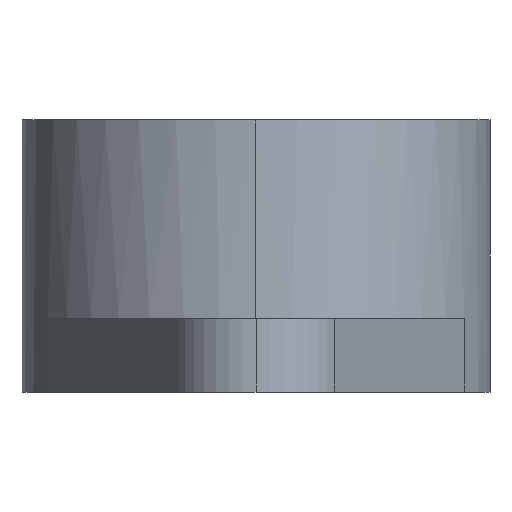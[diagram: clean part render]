
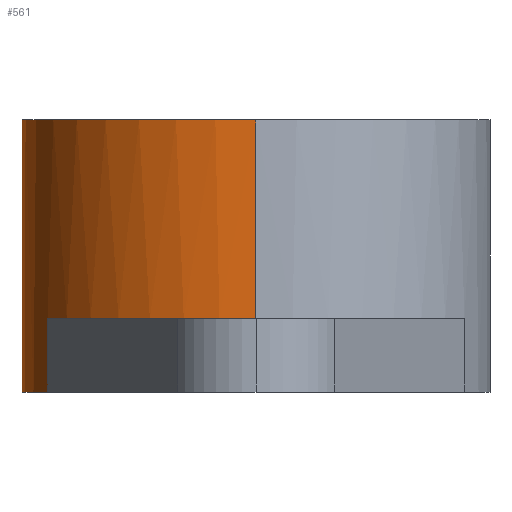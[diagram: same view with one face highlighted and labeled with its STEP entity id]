
A CAD part, left-side view. The second image highlights one B-rep face of the part: STEP entity #561.
In plain terms, the highlighted cylindrical face has radius 8 mm (diameter 16 mm), a partial arc.
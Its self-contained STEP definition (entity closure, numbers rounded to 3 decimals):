
#6 = AXIS2_PLACEMENT_3D ( 'NONE', #337, #335, #128 ) ;
#8 = LINE ( 'NONE', #182, #450 ) ;
#13 = CARTESIAN_POINT ( 'NONE',  ( 8., 0., 2.5 ) ) ;
#17 = CYLINDRICAL_SURFACE ( 'NONE', #6, 8. ) ;
#24 = CARTESIAN_POINT ( 'NONE',  ( -8., 0., 2.5 ) ) ;
#36 = CARTESIAN_POINT ( 'NONE',  ( 0., 0., 9.3 ) ) ;
#47 = VERTEX_POINT ( 'NONE', #233 ) ;
#55 = ORIENTED_EDGE ( 'NONE', *, *, #470, .F. ) ;
#59 = VERTEX_POINT ( 'NONE', #133 ) ;
#60 = LINE ( 'NONE', #13, #418 ) ;
#83 = ORIENTED_EDGE ( 'NONE', *, *, #499, .F. ) ;
#101 = CARTESIAN_POINT ( 'NONE',  ( -3.636, 7.126, 0. ) ) ;
#104 = EDGE_CURVE ( 'NONE', #597, #59, #566, .T. ) ;
#125 = CARTESIAN_POINT ( 'NONE',  ( 3.636, 7.126, 2.5 ) ) ;
#128 = DIRECTION ( 'NONE',  ( -1., 0., 0. ) ) ;
#133 = CARTESIAN_POINT ( 'NONE',  ( 3.636, 7.126, 0. ) ) ;
#139 = CARTESIAN_POINT ( 'NONE',  ( -3.636, 7.126, 2.5 ) ) ;
#153 = DIRECTION ( 'NONE',  ( 0., 0., -1. ) ) ;
#161 = EDGE_LOOP ( 'NONE', ( #638, #199, #55, #698, #552, #83, #362, #543 ) ) ;
#182 = CARTESIAN_POINT ( 'NONE',  ( -3.636, 7.126, 2.5 ) ) ;
#188 = EDGE_CURVE ( 'NONE', #59, #441, #684, .T. ) ;
#191 = DIRECTION ( 'NONE',  ( 0., 0., 1. ) ) ;
#199 = ORIENTED_EDGE ( 'NONE', *, *, #610, .T. ) ;
#214 = DIRECTION ( 'NONE',  ( 1., 0., 0. ) ) ;
#233 = CARTESIAN_POINT ( 'NONE',  ( 8., 0., 2.5 ) ) ;
#247 = EDGE_CURVE ( 'NONE', #435, #700, #577, .T. ) ;
#252 = DIRECTION ( 'NONE',  ( 0., 0., 1. ) ) ;
#267 = DIRECTION ( 'NONE',  ( 1., 0., 0. ) ) ;
#282 = DIRECTION ( 'NONE',  ( 0., 0., -1. ) ) ;
#290 = FACE_OUTER_BOUND ( 'NONE', #161, .T. ) ;
#292 = CARTESIAN_POINT ( 'NONE',  ( 3.636, 7.126, 2.5 ) ) ;
#296 = VERTEX_POINT ( 'NONE', #139 ) ;
#305 = CARTESIAN_POINT ( 'NONE',  ( -8., 0., 2.5 ) ) ;
#313 = CIRCLE ( 'NONE', #344, 8. ) ;
#327 = VERTEX_POINT ( 'NONE', #626 ) ;
#335 = DIRECTION ( 'NONE',  ( 0., 0., -1. ) ) ;
#337 = CARTESIAN_POINT ( 'NONE',  ( 0., 0., 2.5 ) ) ;
#344 = AXIS2_PLACEMENT_3D ( 'NONE', #593, #153, #267 ) ;
#346 = DIRECTION ( 'NONE',  ( 1., 0., 0. ) ) ;
#362 = ORIENTED_EDGE ( 'NONE', *, *, #412, .F. ) ;
#367 = AXIS2_PLACEMENT_3D ( 'NONE', #36, #252, #346 ) ;
#392 = VECTOR ( 'NONE', #622, 1000. ) ;
#402 = CIRCLE ( 'NONE', #367, 8. ) ;
#412 = EDGE_CURVE ( 'NONE', #700, #296, #686, .T. ) ;
#418 = VECTOR ( 'NONE', #655, 1000. ) ;
#435 = VERTEX_POINT ( 'NONE', #535 ) ;
#441 = VERTEX_POINT ( 'NONE', #101 ) ;
#450 = VECTOR ( 'NONE', #282, 1000. ) ;
#470 = EDGE_CURVE ( 'NONE', #597, #47, #313, .T. ) ;
#497 = AXIS2_PLACEMENT_3D ( 'NONE', #668, #191, #657 ) ;
#499 = EDGE_CURVE ( 'NONE', #296, #441, #8, .T. ) ;
#510 = DIRECTION ( 'NONE',  ( 0., 0., -1. ) ) ;
#535 = CARTESIAN_POINT ( 'NONE',  ( -8., 0., 9.3 ) ) ;
#543 = ORIENTED_EDGE ( 'NONE', *, *, #247, .F. ) ;
#552 = ORIENTED_EDGE ( 'NONE', *, *, #188, .T. ) ;
#561 = ADVANCED_FACE ( 'NONE', ( #290 ), #17, .T. ) ;
#566 = LINE ( 'NONE', #292, #601 ) ;
#577 = LINE ( 'NONE', #305, #392 ) ;
#589 = DIRECTION ( 'NONE',  ( 0., 0., -1. ) ) ;
#593 = CARTESIAN_POINT ( 'NONE',  ( 0., 0., 2.5 ) ) ;
#597 = VERTEX_POINT ( 'NONE', #125 ) ;
#601 = VECTOR ( 'NONE', #510, 1000. ) ;
#610 = EDGE_CURVE ( 'NONE', #327, #47, #60, .T. ) ;
#622 = DIRECTION ( 'NONE',  ( 0., 0., -1. ) ) ;
#626 = CARTESIAN_POINT ( 'NONE',  ( 8., 0., 9.3 ) ) ;
#638 = ORIENTED_EDGE ( 'NONE', *, *, #650, .F. ) ;
#650 = EDGE_CURVE ( 'NONE', #327, #435, #402, .T. ) ;
#654 = AXIS2_PLACEMENT_3D ( 'NONE', #691, #589, #214 ) ;
#655 = DIRECTION ( 'NONE',  ( 0., 0., -1. ) ) ;
#657 = DIRECTION ( 'NONE',  ( 1., 0., 0. ) ) ;
#668 = CARTESIAN_POINT ( 'NONE',  ( 0., 0., 0. ) ) ;
#684 = CIRCLE ( 'NONE', #497, 8. ) ;
#686 = CIRCLE ( 'NONE', #654, 8. ) ;
#691 = CARTESIAN_POINT ( 'NONE',  ( 0., 0., 2.5 ) ) ;
#698 = ORIENTED_EDGE ( 'NONE', *, *, #104, .T. ) ;
#700 = VERTEX_POINT ( 'NONE', #24 ) ;
